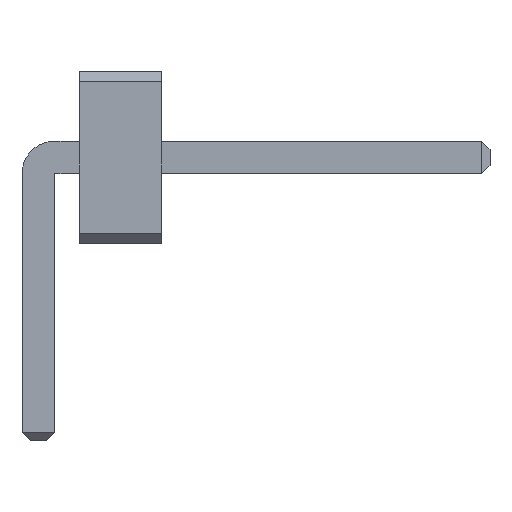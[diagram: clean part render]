
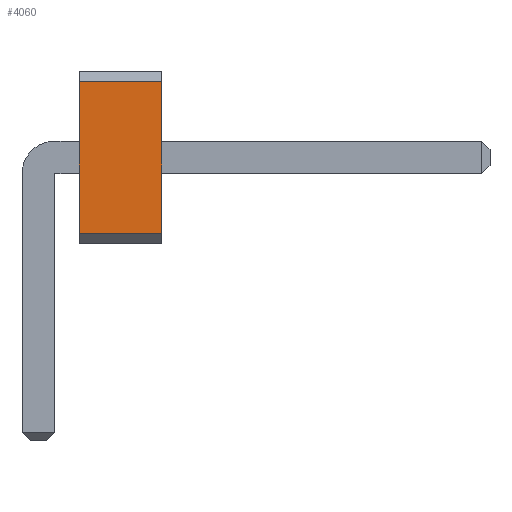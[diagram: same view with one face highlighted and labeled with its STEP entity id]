
A CAD part, front view. The second image highlights one B-rep face of the part: STEP entity #4060.
In plain terms, the highlighted planar face has unit normal (0, -1, 0).
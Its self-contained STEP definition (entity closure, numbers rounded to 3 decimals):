
#478 = VERTEX_POINT('',#479);
#479 = CARTESIAN_POINT('',(0.5,-18.415,1.973));
#485 = EDGE_CURVE('',#486,#478,#488,.T.);
#486 = VERTEX_POINT('',#487);
#487 = CARTESIAN_POINT('',(0.5,-18.415,0.127));
#488 = LINE('',#489,#490);
#489 = CARTESIAN_POINT('',(0.5,-18.415,0.127));
#490 = VECTOR('',#491,1.);
#491 = DIRECTION('',(0.,0.,1.));
#1709 = VERTEX_POINT('',#1710);
#1710 = CARTESIAN_POINT('',(1.5,-18.415,1.973));
#1716 = EDGE_CURVE('',#1717,#1709,#1719,.T.);
#1717 = VERTEX_POINT('',#1718);
#1718 = CARTESIAN_POINT('',(1.5,-18.415,0.127));
#1719 = LINE('',#1720,#1721);
#1720 = CARTESIAN_POINT('',(1.5,-18.415,0.127));
#1721 = VECTOR('',#1722,1.);
#1722 = DIRECTION('',(0.,0.,1.));
#4032 = EDGE_CURVE('',#486,#1717,#4033,.T.);
#4033 = LINE('',#4034,#4035);
#4034 = CARTESIAN_POINT('',(0.5,-18.415,0.127));
#4035 = VECTOR('',#4036,1.);
#4036 = DIRECTION('',(1.,0.,0.));
#4060 = ADVANCED_FACE('',(#4061),#4072,.T.);
#4061 = FACE_BOUND('',#4062,.T.);
#4062 = EDGE_LOOP('',(#4063,#4064,#4065,#4071));
#4063 = ORIENTED_EDGE('',*,*,#4032,.T.);
#4064 = ORIENTED_EDGE('',*,*,#1716,.T.);
#4065 = ORIENTED_EDGE('',*,*,#4066,.F.);
#4066 = EDGE_CURVE('',#478,#1709,#4067,.T.);
#4067 = LINE('',#4068,#4069);
#4068 = CARTESIAN_POINT('',(0.5,-18.415,1.973));
#4069 = VECTOR('',#4070,1.);
#4070 = DIRECTION('',(1.,0.,0.));
#4071 = ORIENTED_EDGE('',*,*,#485,.F.);
#4072 = PLANE('',#4073);
#4073 = AXIS2_PLACEMENT_3D('',#4074,#4075,#4076);
#4074 = CARTESIAN_POINT('',(0.5,-18.415,0.127));
#4075 = DIRECTION('',(0.,-1.,0.));
#4076 = DIRECTION('',(0.,0.,1.));
